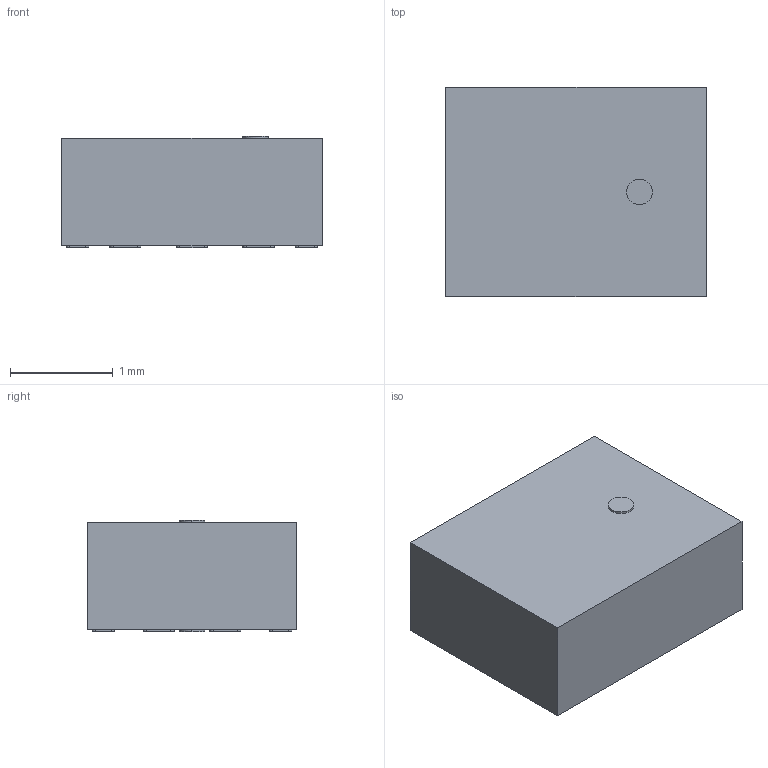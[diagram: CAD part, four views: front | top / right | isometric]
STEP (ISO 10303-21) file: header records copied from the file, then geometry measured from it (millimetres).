
FILE_DESCRIPTION (( 'STEP AP214' ), '1' );
FILE_NAME ('XMB0465Z1-50100G Model.STEP', '2024-05-09T16:00:49', ( '' ), ( '' ), 'SwSTEP 2.0', 'SolidWorks 2023', '' );
FILE_SCHEMA (( 'AUTOMOTIVE_DESIGN' ));
Length unit declared in the file: inch
Products named in the file (1): XMB0465Z1-50100G Model
Bounding box: 2.54 x 2.04 x 1.09 mm (x, y, z)
Volume: 5.5 mm3; surface area: 20.3 mm2
Topology: 1 solids, 1 shells, 132 faces, 324 edges, 216 vertices
Faces by surface type: plane 68, cylinder 64
Entity records: 3963 total; most frequent: DIRECTION 718, CARTESIAN_POINT 673, ORIENTED_EDGE 648, EDGE_CURVE 324, AXIS2_PLACEMENT_3D 261, VERTEX_POINT 216, VECTOR 196, LINE 196
